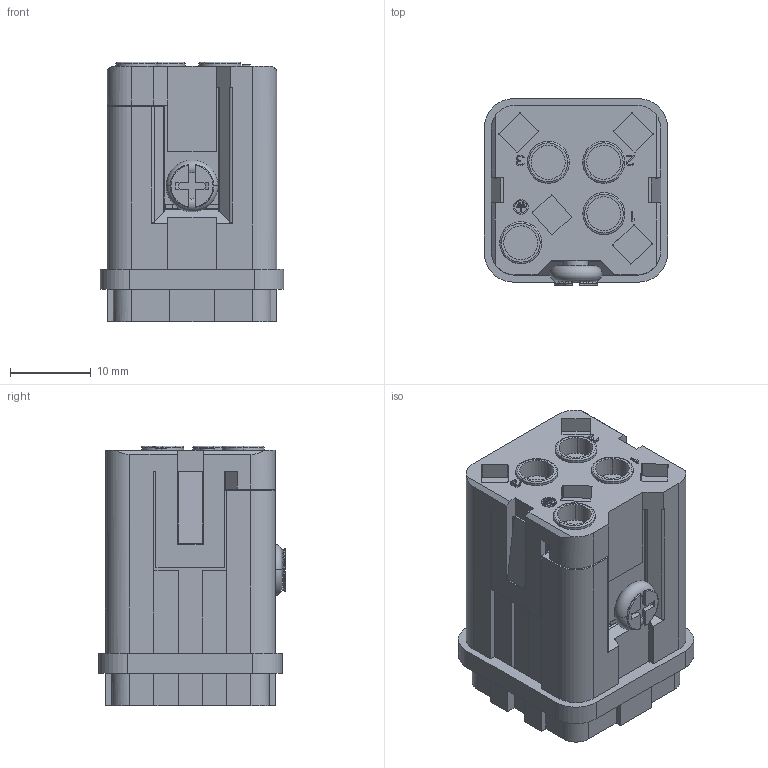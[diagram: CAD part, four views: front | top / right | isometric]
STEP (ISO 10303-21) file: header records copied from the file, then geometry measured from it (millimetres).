
FILE_DESCRIPTION((''),'2;1');
FILE_NAME('GONG-F2_71','2017-07-01T',('tl.yang'),(''),'PRO/ENGINEER BY PARAMETRIC TECHNOLOGY CORPORATION, 2011500','PRO/ENGINEER BY PARAMETRIC TECHNOLOGY CORPORATION, 2011500','');
FILE_SCHEMA(('CONFIG_CONTROL_DESIGN'));
Length unit declared in the file: millimetre
Products named in the file (1): GONG-F2_71
Bounding box: 22.7 x 23.11 x 32.1 mm (x, y, z)
Volume: 10485.2 mm3; surface area: 5861.7 mm2
Topology: 1 solids, 12 shells, 797 faces, 2138 edges, 1396 vertices
Faces by surface type: plane 482, cylinder 148, cone 46, bspline 46, extrusion 39, torus 36
Entity records: 26272 total; most frequent: CARTESIAN_POINT 6565, ORIENTED_EDGE 4272, DIRECTION 3766, EDGE_CURVE 2136, VECTOR 1446, LINE 1407, VERTEX_POINT 1396, AXIS2_PLACEMENT_3D 1160
